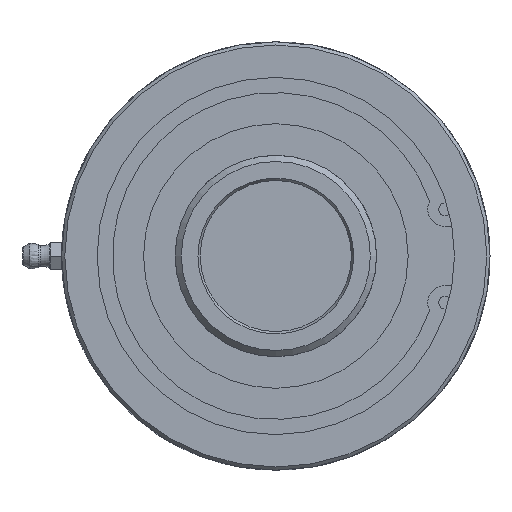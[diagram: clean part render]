
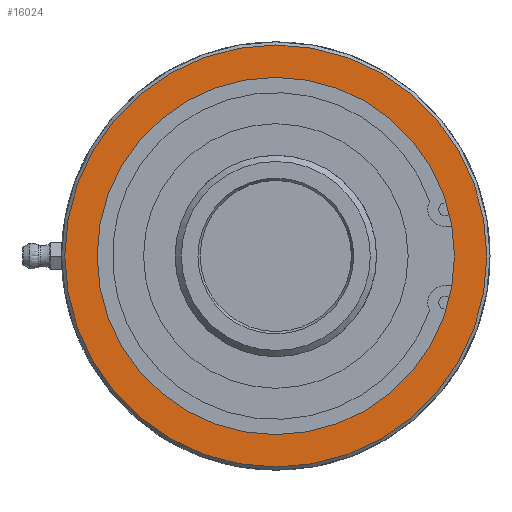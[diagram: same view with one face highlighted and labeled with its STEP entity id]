
A CAD part, left-side view. The second image highlights one B-rep face of the part: STEP entity #16024.
In plain terms, the highlighted planar face has unit normal (-1, 0, 0).
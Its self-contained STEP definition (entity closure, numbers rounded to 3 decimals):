
#806=PLANE('',#17013);
#911=FACE_BOUND('',#3243,.T.);
#1364=CIRCLE('',#17011,53.2);
#1365=CIRCLE('',#17014,45.035);
#2248=FACE_OUTER_BOUND('',#3242,.T.);
#3242=EDGE_LOOP('',(#14545));
#3243=EDGE_LOOP('',(#14546));
#7658=VERTEX_POINT('',#36619);
#7659=VERTEX_POINT('',#36624);
#9972=EDGE_CURVE('',#7658,#7658,#1364,.T.);
#9974=EDGE_CURVE('',#7659,#7659,#1365,.T.);
#14545=ORIENTED_EDGE('',*,*,#9972,.F.);
#14546=ORIENTED_EDGE('',*,*,#9974,.T.);
#16024=ADVANCED_FACE('',(#2248,#911),#806,.F.);
#17011=AXIS2_PLACEMENT_3D('',#36620,#19864,#19865);
#17013=AXIS2_PLACEMENT_3D('',#36623,#19869,#19870);
#17014=AXIS2_PLACEMENT_3D('',#36625,#19871,#19872);
#19864=DIRECTION('center_axis',(1.,0.,0.));
#19865=DIRECTION('ref_axis',(0.,-1.,0.));
#19869=DIRECTION('center_axis',(1.,0.,0.));
#19870=DIRECTION('ref_axis',(0.,0.,-1.));
#19871=DIRECTION('center_axis',(1.,0.,0.));
#19872=DIRECTION('ref_axis',(0.,1.,0.));
#36619=CARTESIAN_POINT('',(2.,53.2,0.));
#36620=CARTESIAN_POINT('Origin',(2.,0.,0.));
#36623=CARTESIAN_POINT('Origin',(2.,27.,0.));
#36624=CARTESIAN_POINT('',(2.,-45.035,0.));
#36625=CARTESIAN_POINT('Origin',(2.,0.,0.));
